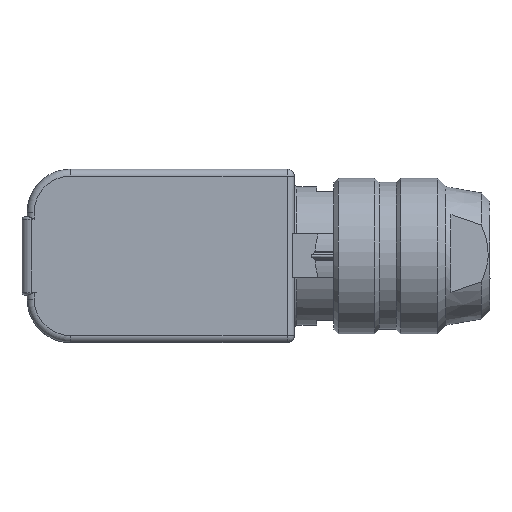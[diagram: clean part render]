
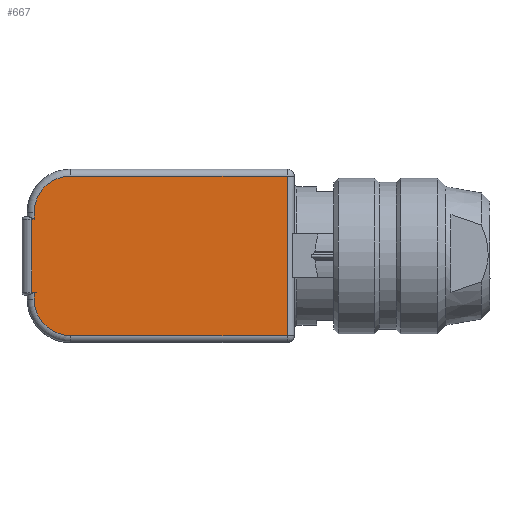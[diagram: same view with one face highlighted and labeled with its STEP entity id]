
A CAD part, top view. The second image highlights one B-rep face of the part: STEP entity #667.
In plain terms, the highlighted planar face has unit normal (0, 0, 1).
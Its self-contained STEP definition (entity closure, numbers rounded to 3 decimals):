
#408=CIRCLE('',#3380,4.2);
#417=CIRCLE('',#3393,4.2);
#667=ADVANCED_FACE('',(#923),#827,.T.);
#827=PLANE('',#3533);
#923=FACE_OUTER_BOUND('',#1143,.T.);
#1143=EDGE_LOOP('',(#1641,#1642,#1643,#1644,#1645,#1646,#1647,#1648,#1649,
#1650,#1651,#1652));
#1641=ORIENTED_EDGE('',*,*,#2537,.T.);
#1642=ORIENTED_EDGE('',*,*,#2738,.T.);
#1643=ORIENTED_EDGE('',*,*,#2739,.T.);
#1644=ORIENTED_EDGE('',*,*,#2740,.T.);
#1645=ORIENTED_EDGE('',*,*,#2497,.F.);
#1646=ORIENTED_EDGE('',*,*,#2514,.F.);
#1647=ORIENTED_EDGE('',*,*,#2553,.T.);
#1648=ORIENTED_EDGE('',*,*,#2556,.T.);
#1649=ORIENTED_EDGE('',*,*,#2559,.T.);
#1650=ORIENTED_EDGE('',*,*,#2515,.F.);
#1651=ORIENTED_EDGE('',*,*,#2546,.T.);
#1652=ORIENTED_EDGE('',*,*,#2541,.T.);
#2196=VERTEX_POINT('',#4749);
#2197=VERTEX_POINT('',#4750);
#2212=VERTEX_POINT('',#4783);
#2213=VERTEX_POINT('',#4787);
#2214=VERTEX_POINT('',#4788);
#2229=VERTEX_POINT('',#4848);
#2230=VERTEX_POINT('',#4850);
#2233=VERTEX_POINT('',#4858);
#2240=VERTEX_POINT('',#4891);
#2242=VERTEX_POINT('',#4897);
#2388=VERTEX_POINT('',#5476);
#2389=VERTEX_POINT('',#5478);
#2497=EDGE_CURVE('',#2196,#2197,#2948,.T.);
#2514=EDGE_CURVE('',#2212,#2196,#2958,.T.);
#2515=EDGE_CURVE('',#2213,#2214,#2959,.T.);
#2537=EDGE_CURVE('',#2230,#2229,#2972,.T.);
#2541=EDGE_CURVE('',#2233,#2230,#408,.T.);
#2546=EDGE_CURVE('',#2213,#2233,#2975,.T.);
#2553=EDGE_CURVE('',#2212,#2240,#2977,.T.);
#2556=EDGE_CURVE('',#2240,#2242,#417,.T.);
#2559=EDGE_CURVE('',#2242,#2214,#2979,.T.);
#2738=EDGE_CURVE('',#2229,#2388,#3068,.T.);
#2739=EDGE_CURVE('',#2388,#2389,#3069,.T.);
#2740=EDGE_CURVE('',#2389,#2197,#3070,.T.);
#2948=LINE('',#4748,#3152);
#2958=LINE('',#4784,#3162);
#2959=LINE('',#4786,#3163);
#2972=LINE('',#4849,#3176);
#2975=LINE('',#4866,#3179);
#2977=LINE('',#4892,#3181);
#2979=LINE('',#4903,#3183);
#3068=LINE('',#5475,#3272);
#3069=LINE('',#5477,#3273);
#3070=LINE('',#5479,#3274);
#3152=VECTOR('',#3754,1.);
#3162=VECTOR('',#3782,1.);
#3163=VECTOR('',#3785,1.);
#3176=VECTOR('',#3824,1.);
#3179=VECTOR('',#3843,1.);
#3181=VECTOR('',#3855,1.);
#3183=VECTOR('',#3869,1.);
#3272=VECTOR('',#4232,1.);
#3273=VECTOR('',#4233,1.);
#3274=VECTOR('',#4234,1.);
#3380=AXIS2_PLACEMENT_3D('',#4857,#3832,#3833);
#3393=AXIS2_PLACEMENT_3D('',#4898,#3862,#3863);
#3533=AXIS2_PLACEMENT_3D('',#5480,#4235,#4236);
#3754=DIRECTION('',(0.,1.,0.));
#3782=DIRECTION('',(1.,0.,0.));
#3785=DIRECTION('',(0.,-1.,0.));
#3824=DIRECTION('',(0.,-1.,0.));
#3832=DIRECTION('',(0.,0.,1.));
#3833=DIRECTION('',(-1.,0.,0.));
#3843=DIRECTION('',(-1.,0.,0.));
#3855=DIRECTION('',(0.,-1.,0.));
#3862=DIRECTION('',(0.,0.,1.));
#3863=DIRECTION('',(-1.,0.,0.));
#3869=DIRECTION('',(1.,0.,0.));
#4232=DIRECTION('',(-1.,0.,0.));
#4233=DIRECTION('',(0.,-1.,0.));
#4234=DIRECTION('',(1.,0.,0.));
#4235=DIRECTION('',(0.,0.,1.));
#4236=DIRECTION('',(-1.,0.,0.));
#4748=CARTESIAN_POINT('',(-29.7,-4.6,10.7));
#4749=CARTESIAN_POINT('',(-29.7,-4.25,10.7));
#4750=CARTESIAN_POINT('',(-29.7,-4.2,10.7));
#4783=CARTESIAN_POINT('',(-30.,-4.25,10.7));
#4784=CARTESIAN_POINT('',(-10.4,-4.25,10.7));
#4786=CARTESIAN_POINT('',(-0.8,2.55,10.7));
#4787=CARTESIAN_POINT('',(-0.8,9.2,10.7));
#4788=CARTESIAN_POINT('',(-0.8,-9.2,10.7));
#4848=CARTESIAN_POINT('',(-30.,4.2,10.7));
#4849=CARTESIAN_POINT('',(-30.,-5.,10.7));
#4850=CARTESIAN_POINT('',(-30.,5.,10.7));
#4857=CARTESIAN_POINT('',(-25.8,5.,10.7));
#4858=CARTESIAN_POINT('',(-25.8,9.2,10.7));
#4866=CARTESIAN_POINT('',(-10.4,9.2,10.7));
#4891=CARTESIAN_POINT('',(-30.,-5.,10.7));
#4892=CARTESIAN_POINT('',(-30.,-5.,10.7));
#4897=CARTESIAN_POINT('',(-25.8,-9.2,10.7));
#4898=CARTESIAN_POINT('',(-25.8,-5.,10.7));
#4903=CARTESIAN_POINT('',(-10.4,-9.2,10.7));
#5475=CARTESIAN_POINT('',(-29.7,4.2,10.7));
#5476=CARTESIAN_POINT('',(-30.3,4.2,10.7));
#5477=CARTESIAN_POINT('',(-30.3,-4.5,10.7));
#5478=CARTESIAN_POINT('',(-30.3,-4.2,10.7));
#5479=CARTESIAN_POINT('',(-29.7,-4.2,10.7));
#5480=CARTESIAN_POINT('',(-29.7,-4.5,10.7));
